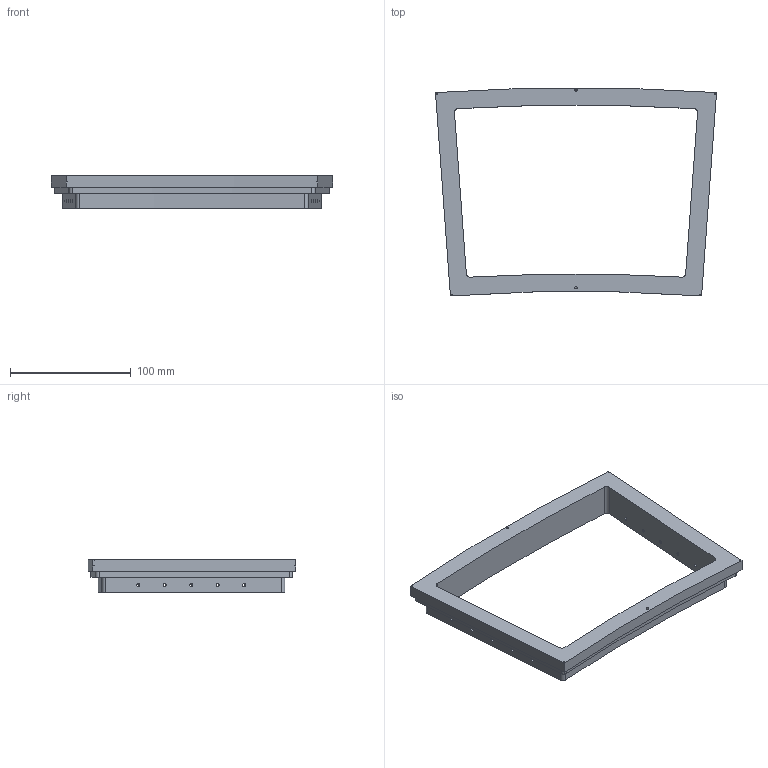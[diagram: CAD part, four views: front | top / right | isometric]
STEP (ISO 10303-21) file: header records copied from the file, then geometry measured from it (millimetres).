
FILE_DESCRIPTION((''),'2;1');
FILE_NAME('Backframe_3GEMG_revised_041808.stp','2008-04-18T14:59:14',('toc'),(''),'Autodesk Inventor 11','Autodesk Inventor 11','');
FILE_SCHEMA(('AUTOMOTIVE_DESIGN { 1 0 10303 214 1 1 1 1 }'));
Length unit declared in the file: millimetre
Products named in the file (1): Backframe 3GEMG
Bounding box: 232.93 x 172.32 x 27 mm (x, y, z)
Volume: 189960.6 mm3; surface area: 63650.3 mm2
Topology: 1 solids, 1 shells, 140 faces, 412 edges, 278 vertices
Faces by surface type: bspline 90, cylinder 32, plane 18
Entity records: 4717 total; most frequent: CARTESIAN_POINT 2091, DIRECTION 498, ORIENTED_EDGE 464, EDGE_LOOP 256, EDGE_CURVE 232, AXIS2_PLACEMENT_3D 215, VERTEX_POINT 188, CIRCLE 164
